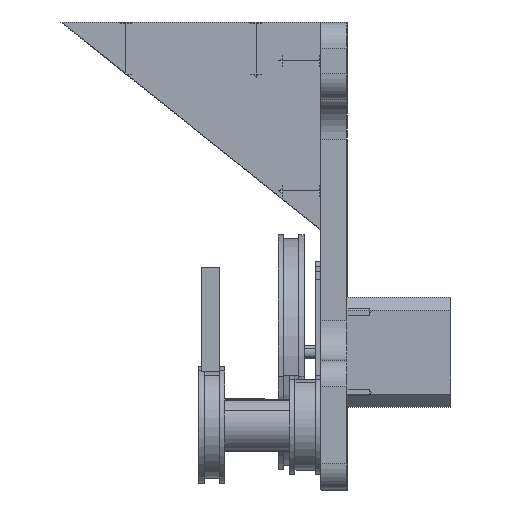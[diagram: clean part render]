
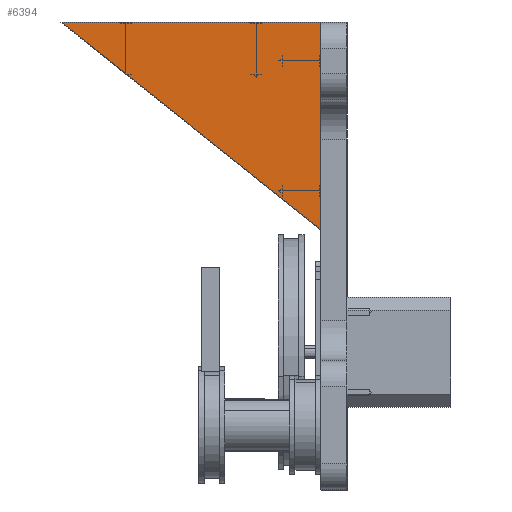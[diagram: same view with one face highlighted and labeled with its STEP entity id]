
A CAD part, left-side view. The second image highlights one B-rep face of the part: STEP entity #6394.
In plain terms, the highlighted face is planar.
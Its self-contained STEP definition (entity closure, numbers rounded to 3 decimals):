
#64 = CARTESIAN_POINT ( 'NONE',  ( 0., 0., 0. ) ) ;
#185 = LINE ( 'NONE', #5270, #3654 ) ;
#264 = VERTEX_POINT ( 'NONE', #324 ) ;
#312 = FACE_OUTER_BOUND ( 'NONE', #828, .T. ) ;
#318 = DIRECTION ( 'NONE',  ( -0.781, -0.625, 0. ) ) ;
#324 = CARTESIAN_POINT ( 'NONE',  ( 100., 0., 0. ) ) ;
#828 = EDGE_LOOP ( 'NONE', ( #2321, #991, #5848 ) ) ;
#895 = CARTESIAN_POINT ( 'NONE',  ( 0., 0., 0. ) ) ;
#991 = ORIENTED_EDGE ( 'NONE', *, *, #5085, .F. ) ;
#2142 = DIRECTION ( 'NONE',  ( 0., 1., 0. ) ) ;
#2321 = ORIENTED_EDGE ( 'NONE', *, *, #4266, .F. ) ;
#3388 = DIRECTION ( 'NONE',  ( 0., 0., 1. ) ) ;
#3438 = LINE ( 'NONE', #5937, #6225 ) ;
#3654 = VECTOR ( 'NONE', #2142, 1000. ) ;
#4225 = LINE ( 'NONE', #8002, #4378 ) ;
#4266 = EDGE_CURVE ( 'NONE', #6241, #264, #4225, .T. ) ;
#4292 = AXIS2_PLACEMENT_3D ( 'NONE', #895, #3388, #4573 ) ;
#4378 = VECTOR ( 'NONE', #5531, 1000. ) ;
#4573 = DIRECTION ( 'NONE',  ( 1., 0., 0. ) ) ;
#4911 = VERTEX_POINT ( 'NONE', #5646 ) ;
#5085 = EDGE_CURVE ( 'NONE', #4911, #6241, #3438, .T. ) ;
#5270 = CARTESIAN_POINT ( 'NONE',  ( 100., 0., 0. ) ) ;
#5531 = DIRECTION ( 'NONE',  ( 1., 0., 0. ) ) ;
#5646 = CARTESIAN_POINT ( 'NONE',  ( 100., 80., 0. ) ) ;
#5848 = ORIENTED_EDGE ( 'NONE', *, *, #6835, .F. ) ;
#5937 = CARTESIAN_POINT ( 'NONE',  ( 100., 80., 0. ) ) ;
#6225 = VECTOR ( 'NONE', #318, 1000. ) ;
#6241 = VERTEX_POINT ( 'NONE', #64 ) ;
#6394 = ADVANCED_FACE ( 'NONE', ( #312 ), #6509, .F. ) ;
#6509 = PLANE ( 'NONE',  #4292 ) ;
#6835 = EDGE_CURVE ( 'NONE', #264, #4911, #185, .T. ) ;
#8002 = CARTESIAN_POINT ( 'NONE',  ( 0., 0., 0. ) ) ;
